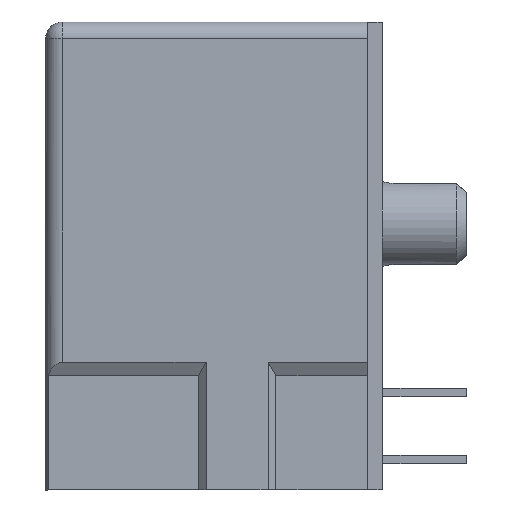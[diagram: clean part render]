
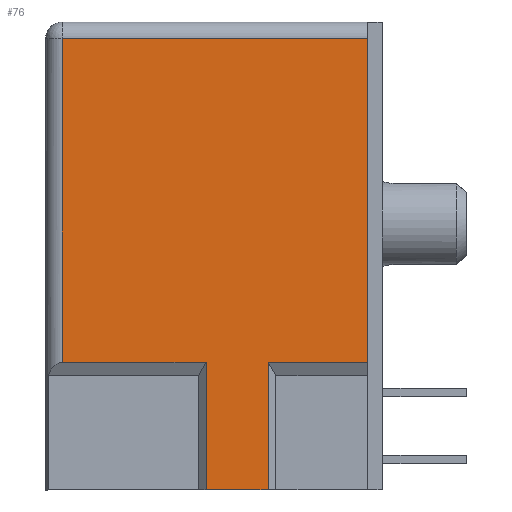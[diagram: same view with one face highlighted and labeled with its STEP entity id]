
A CAD part, left-side view. The second image highlights one B-rep face of the part: STEP entity #76.
In plain terms, the highlighted planar face has unit normal (-1, 0, 0).
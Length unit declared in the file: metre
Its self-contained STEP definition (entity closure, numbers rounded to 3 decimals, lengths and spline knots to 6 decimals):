
#76 = ADVANCED_FACE( '', ( #699 ), #700, .F. );
#699 = FACE_OUTER_BOUND( '', #1925, .T. );
#700 = PLANE( '', #1926 );
#1925 = EDGE_LOOP( '', ( #3343, #3344, #3345, #3346, #3347, #3348, #3349, #3350 ) );
#1926 = AXIS2_PLACEMENT_3D( '', #3351, #3352, #3353 );
#3343 = ORIENTED_EDGE( '', *, *, #8216, .T. );
#3344 = ORIENTED_EDGE( '', *, *, #8217, .T. );
#3345 = ORIENTED_EDGE( '', *, *, #8166, .T. );
#3346 = ORIENTED_EDGE( '', *, *, #8172, .T. );
#3347 = ORIENTED_EDGE( '', *, *, #8218, .F. );
#3348 = ORIENTED_EDGE( '', *, *, #8219, .T. );
#3349 = ORIENTED_EDGE( '', *, *, #8220, .F. );
#3350 = ORIENTED_EDGE( '', *, *, #8221, .T. );
#3351 = CARTESIAN_POINT( '', ( -0.00762, -0.006388, -0.009144 ) );
#3352 = DIRECTION( '', ( 1., 0., 0. ) );
#3353 = DIRECTION( '', ( 0., 1., 0. ) );
#8166 = EDGE_CURVE( '', #9850, #9851, #9852, .T. );
#8172 = EDGE_CURVE( '', #9851, #9862, #9863, .T. );
#8216 = EDGE_CURVE( '', #9939, #9940, #9941, .T. );
#8217 = EDGE_CURVE( '', #9940, #9850, #9942, .T. );
#8218 = EDGE_CURVE( '', #9943, #9862, #9944, .T. );
#8219 = EDGE_CURVE( '', #9943, #9945, #9946, .T. );
#8220 = EDGE_CURVE( '', #9947, #9945, #9948, .T. );
#8221 = EDGE_CURVE( '', #9947, #9939, #9949, .T. );
#9850 = VERTEX_POINT( '', #12782 );
#9851 = VERTEX_POINT( '', #12783 );
#9852 = LINE( '', #12784, #12785 );
#9862 = VERTEX_POINT( '', #12808 );
#9863 = LINE( '', #12809, #12810 );
#9939 = VERTEX_POINT( '', #12937 );
#9940 = VERTEX_POINT( '', #12938 );
#9941 = LINE( '', #12939, #12940 );
#9942 = LINE( '', #12941, #12942 );
#9943 = VERTEX_POINT( '', #12943 );
#9944 = LINE( '', #12944, #12945 );
#9945 = VERTEX_POINT( '', #12946 );
#9946 = LINE( '', #12947, #12948 );
#9947 = VERTEX_POINT( '', #12949 );
#9948 = LINE( '', #12950, #12951 );
#9949 = LINE( '', #12952, #12953 );
#12782 = CARTESIAN_POINT( '', ( -0.00762, -0.000635, -0.000635 ) );
#12783 = CARTESIAN_POINT( '', ( -0.00762, -0.000635, -0.012829 ) );
#12784 = CARTESIAN_POINT( '', ( -0.00762, -0.000635, -0.000635 ) );
#12785 = VECTOR( '', #16867, 1. );
#12808 = CARTESIAN_POINT( '', ( -0.00762, -0.006058, -0.012829 ) );
#12809 = CARTESIAN_POINT( '', ( -0.00762, -0.000635, -0.012829 ) );
#12810 = VECTOR( '', #16876, 1. );
#12937 = CARTESIAN_POINT( '', ( -0.00762, -0.012141, -0.012829 ) );
#12938 = CARTESIAN_POINT( '', ( -0.00762, -0.012141, -0.000635 ) );
#12939 = CARTESIAN_POINT( '', ( -0.00762, -0.012141, -0.012829 ) );
#12940 = VECTOR( '', #16919, 1. );
#12941 = CARTESIAN_POINT( '', ( -0.00762, -0.012141, -0.000635 ) );
#12942 = VECTOR( '', #16920, 1. );
#12943 = CARTESIAN_POINT( '', ( -0.00762, -0.006058, -0.017653 ) );
#12944 = CARTESIAN_POINT( '', ( -0.00762, -0.006058, -0.017653 ) );
#12945 = VECTOR( '', #16921, 1. );
#12946 = CARTESIAN_POINT( '', ( -0.00762, -0.008395, -0.017653 ) );
#12947 = CARTESIAN_POINT( '', ( -0.00762, -0.006058, -0.017653 ) );
#12948 = VECTOR( '', #16922, 1. );
#12949 = CARTESIAN_POINT( '', ( -0.00762, -0.008395, -0.012829 ) );
#12950 = CARTESIAN_POINT( '', ( -0.00762, -0.008395, -0.012829 ) );
#12951 = VECTOR( '', #16923, 1. );
#12952 = CARTESIAN_POINT( '', ( -0.00762, -0.008395, -0.012829 ) );
#12953 = VECTOR( '', #16924, 1. );
#16867 = DIRECTION( '', ( 0., 0., -1. ) );
#16876 = DIRECTION( '', ( 0., -1., 0. ) );
#16919 = DIRECTION( '', ( 0., 0., 1. ) );
#16920 = DIRECTION( '', ( 0., 1., 0. ) );
#16921 = DIRECTION( '', ( 0., 0., 1. ) );
#16922 = DIRECTION( '', ( 0., -1., 0. ) );
#16923 = DIRECTION( '', ( 0., 0., -1. ) );
#16924 = DIRECTION( '', ( 0., -1., 0. ) );
